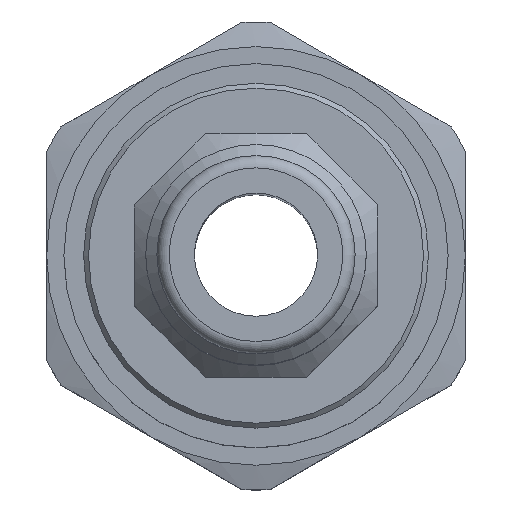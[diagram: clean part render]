
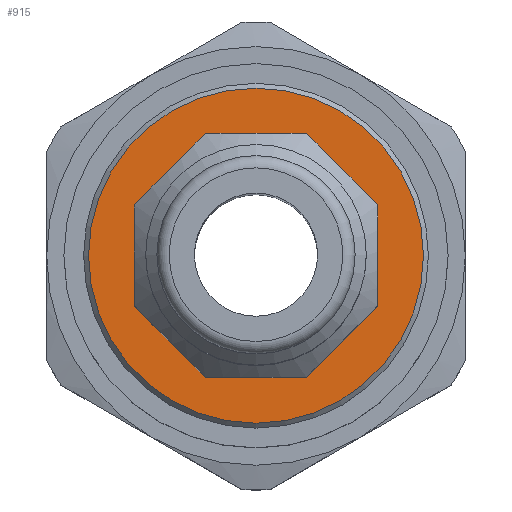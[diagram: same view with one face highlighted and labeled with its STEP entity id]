
A CAD part, top view. The second image highlights one B-rep face of the part: STEP entity #915.
In plain terms, the highlighted planar face has unit normal (0, 0, 1).
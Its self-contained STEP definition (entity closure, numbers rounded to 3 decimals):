
#130=PLANE('',#1020);
#215=FACE_BOUND('',#354,.T.);
#277=FACE_OUTER_BOUND('',#353,.T.);
#353=EDGE_LOOP('',(#821));
#354=EDGE_LOOP('',(#822));
#422=CIRCLE('',#1009,4.85);
#423=CIRCLE('',#1019,6.8);
#502=VERTEX_POINT('',#1571);
#503=VERTEX_POINT('',#1590);
#606=EDGE_CURVE('',#502,#502,#422,.T.);
#615=EDGE_CURVE('',#503,#503,#423,.T.);
#821=ORIENTED_EDGE('',*,*,#615,.F.);
#822=ORIENTED_EDGE('',*,*,#606,.F.);
#915=ADVANCED_FACE('',(#277,#215),#130,.F.);
#1009=AXIS2_PLACEMENT_3D('',#1572,#1211,#1212);
#1019=AXIS2_PLACEMENT_3D('',#1591,#1239,#1240);
#1020=AXIS2_PLACEMENT_3D('',#1592,#1241,#1242);
#1211=DIRECTION('center_axis',(0.,0.,1.));
#1212=DIRECTION('ref_axis',(0.,1.,0.));
#1239=DIRECTION('center_axis',(0.,0.,-1.));
#1240=DIRECTION('ref_axis',(0.,1.,0.));
#1241=DIRECTION('center_axis',(0.,0.,-1.));
#1242=DIRECTION('ref_axis',(-1.,0.,0.));
#1571=CARTESIAN_POINT('',(-21.167,7.896,4.5));
#1572=CARTESIAN_POINT('Origin',(-21.167,3.046,4.5));
#1590=CARTESIAN_POINT('',(-21.167,-3.754,4.5));
#1591=CARTESIAN_POINT('Origin',(-21.167,3.046,4.5));
#1592=CARTESIAN_POINT('Origin',(-21.167,14.501,4.5));
